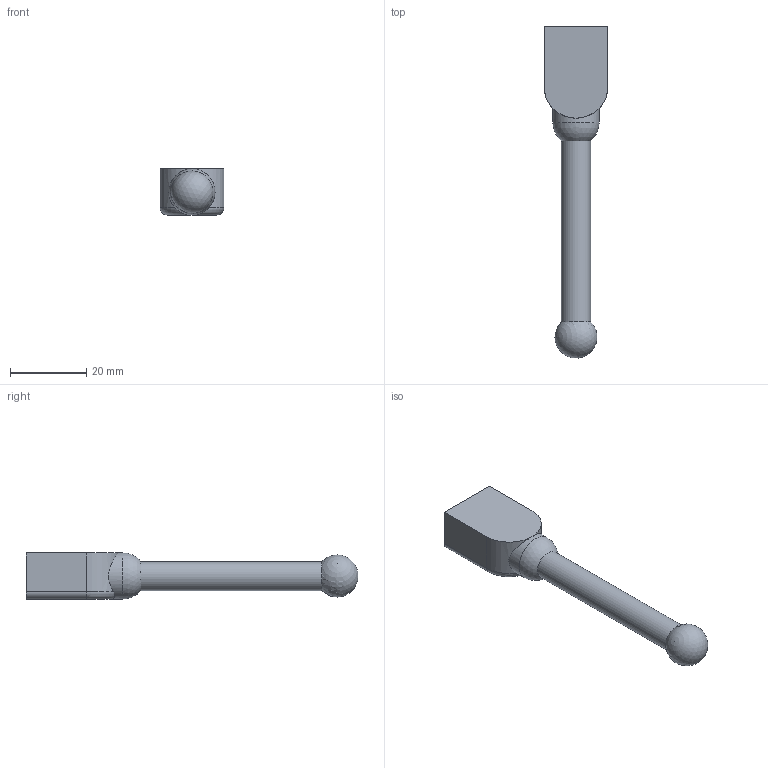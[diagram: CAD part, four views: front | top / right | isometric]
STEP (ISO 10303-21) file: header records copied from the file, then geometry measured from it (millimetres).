
FILE_DESCRIPTION(/* description */ ('STEP AP214'),/* implementation_level */ '2;1');
FILE_NAME(/* name */ 'MCLPDC3F.stp',/* time_stamp */ '2021-02-12T08:56:43+01:00',/* author */ ('sh'),/* organization */ (''),/* preprocessor_version */ 'ST-DEVELOPER v17.2',/* originating_system */ 'Autodesk Inventor 2019',/* authorisation */ '');
FILE_SCHEMA (('AUTOMOTIVE_DESIGN { 1 0 10303 214 3 1 1 }'));
Length unit declared in the file: inch
Products named in the file (1): MCLPDC3F
Bounding box: 16.76 x 86.95 x 12.06 mm (x, y, z)
Volume: 7707.2 mm3; surface area: 3679.2 mm2
Topology: 2 solids, 2 shells, 60 faces, 159 edges, 107 vertices
Faces by surface type: plane 27, bspline 20, cylinder 9, sphere 2, torus 2
Full cylindrical faces by diameter (mm): 2.997 x3, 7.62 x1, 12.065 x1
Entity records: 3003 total; most frequent: CARTESIAN_POINT 1561, ORIENTED_EDGE 312, DIRECTION 224, EDGE_CURVE 156, VERTEX_POINT 107, LINE 82, VECTOR 82, AXIS2_PLACEMENT_3D 71
